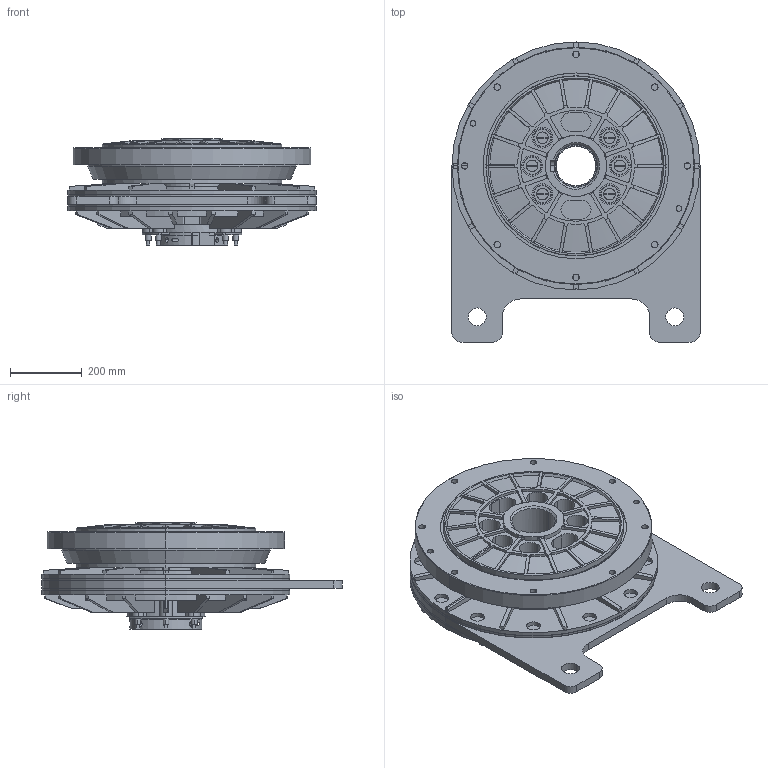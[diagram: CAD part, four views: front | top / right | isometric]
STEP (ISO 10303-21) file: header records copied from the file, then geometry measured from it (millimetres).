
FILE_DESCRIPTION (( 'STEP AP203' ), '1' );
FILE_NAME ('ACSB800.STEP', '2017-11-06T02:18:27', ( '新井重治' ), ( '小倉クラッチ' ), 'SwSTEP 2.0', 'SolidWorks 2009', '' );
FILE_SCHEMA (( 'CONFIG_CONTROL_DESIGN' ));
Length unit declared in the file: millimetre
Products named in the file (1): ACSB800
Bounding box: 690 x 835 x 295 mm (x, y, z)
Volume: 48701060.3 mm3; surface area: 4389134.8 mm2
Topology: 1 solids, 12 shells, 1498 faces, 4024 edges, 2619 vertices
Faces by surface type: cylinder 707, plane 599, cone 134, bspline 36, torus 22
Entity records: 52643 total; most frequent: CARTESIAN_POINT 13969, DIRECTION 8305, ORIENTED_EDGE 8048, EDGE_CURVE 4024, AXIS2_PLACEMENT_3D 3224, VERTEX_POINT 2619, VECTOR 1857, LINE 1857
